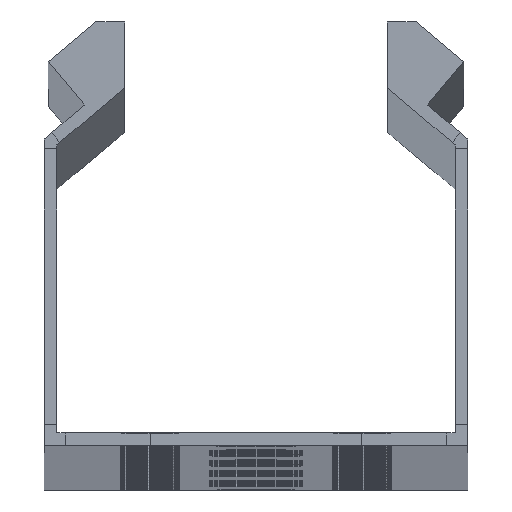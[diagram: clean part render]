
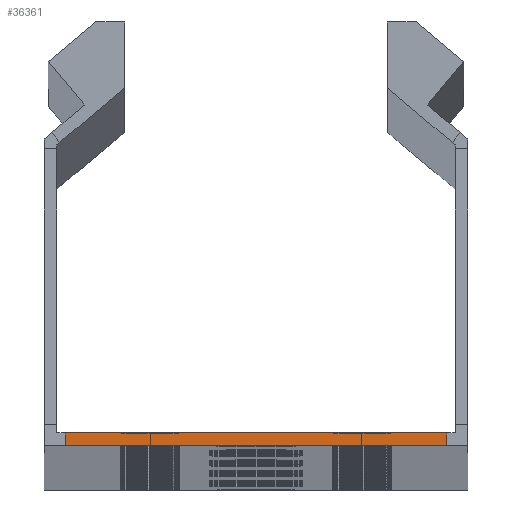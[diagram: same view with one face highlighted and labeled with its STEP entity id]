
A CAD part, top view. The second image highlights one B-rep face of the part: STEP entity #36361.
In plain terms, the highlighted planar face has unit normal (0, 0, 1).
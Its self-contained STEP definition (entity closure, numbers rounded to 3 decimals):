
#2476 = EDGE_LOOP ( 'NONE', ( #25148, #18089, #14213, #29971 ) ) ;
#2669 = LINE ( 'NONE', #31626, #43142 ) ;
#3953 = EDGE_CURVE ( 'NONE', #34975, #21443, #2669, .T. ) ;
#12165 = FACE_OUTER_BOUND ( 'NONE', #2476, .T. ) ;
#13726 = DIRECTION ( 'NONE',  ( 0., -1., 0. ) ) ;
#14143 = CARTESIAN_POINT ( 'NONE',  ( -25., 0., 1500. ) ) ;
#14213 = ORIENTED_EDGE ( 'NONE', *, *, #22859, .T. ) ;
#15277 = VECTOR ( 'NONE', #25827, 1000. ) ;
#17278 = CARTESIAN_POINT ( 'NONE',  ( 22.5, 0., 1500. ) ) ;
#18089 = ORIENTED_EDGE ( 'NONE', *, *, #41623, .T. ) ;
#18197 = AXIS2_PLACEMENT_3D ( 'NONE', #33457, #36302, #43999 ) ;
#19401 = LINE ( 'NONE', #17278, #29555 ) ;
#21443 = VERTEX_POINT ( 'NONE', #44979 ) ;
#21447 = LINE ( 'NONE', #43888, #15277 ) ;
#22859 = EDGE_CURVE ( 'NONE', #23131, #34975, #21447, .T. ) ;
#23131 = VERTEX_POINT ( 'NONE', #44832 ) ;
#25148 = ORIENTED_EDGE ( 'NONE', *, *, #38618, .F. ) ;
#25430 = CARTESIAN_POINT ( 'NONE',  ( -22.5, 1.5, 1500. ) ) ;
#25827 = DIRECTION ( 'NONE',  ( -1., 0., 0. ) ) ;
#27518 = VECTOR ( 'NONE', #36263, 1000. ) ;
#28108 = LINE ( 'NONE', #14143, #27518 ) ;
#28144 = DIRECTION ( 'NONE',  ( 0., 1., 0. ) ) ;
#29555 = VECTOR ( 'NONE', #28144, 1000. ) ;
#29971 = ORIENTED_EDGE ( 'NONE', *, *, #3953, .T. ) ;
#31626 = CARTESIAN_POINT ( 'NONE',  ( -22.5, 1.5, 1500. ) ) ;
#33457 = CARTESIAN_POINT ( 'NONE',  ( 23.5, 2.5, 1500. ) ) ;
#34975 = VERTEX_POINT ( 'NONE', #25430 ) ;
#36263 = DIRECTION ( 'NONE',  ( -1., 0., 0. ) ) ;
#36302 = DIRECTION ( 'NONE',  ( 0., 0., 1. ) ) ;
#36361 = ADVANCED_FACE ( 'NONE', ( #12165 ), #40389, .T. ) ;
#38618 = EDGE_CURVE ( 'NONE', #41691, #21443, #28108, .T. ) ;
#40389 = PLANE ( 'NONE',  #18197 ) ;
#41623 = EDGE_CURVE ( 'NONE', #41691, #23131, #19401, .T. ) ;
#41691 = VERTEX_POINT ( 'NONE', #42725 ) ;
#42725 = CARTESIAN_POINT ( 'NONE',  ( 22.5, 0., 1500. ) ) ;
#43142 = VECTOR ( 'NONE', #13726, 1000. ) ;
#43888 = CARTESIAN_POINT ( 'NONE',  ( -25., 1.5, 1500. ) ) ;
#43999 = DIRECTION ( 'NONE',  ( 1., 0., 0. ) ) ;
#44832 = CARTESIAN_POINT ( 'NONE',  ( 22.5, 1.5, 1500. ) ) ;
#44979 = CARTESIAN_POINT ( 'NONE',  ( -22.5, 0., 1500. ) ) ;
